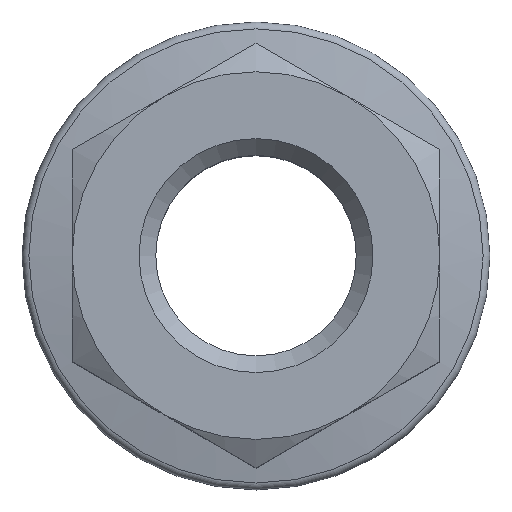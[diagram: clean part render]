
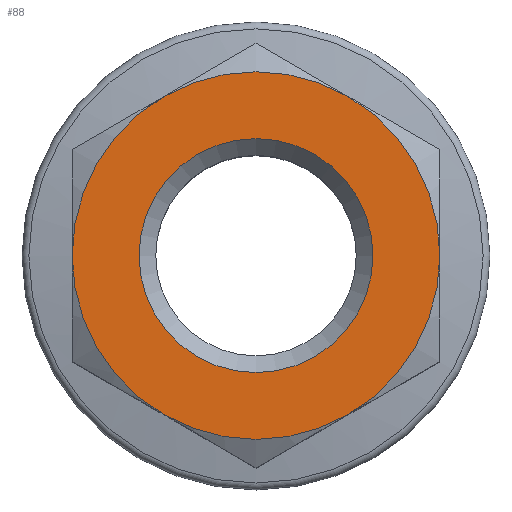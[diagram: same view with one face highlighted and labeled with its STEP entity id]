
A CAD part, top view. The second image highlights one B-rep face of the part: STEP entity #88.
In plain terms, the highlighted planar face has unit normal (0, 0, 1).
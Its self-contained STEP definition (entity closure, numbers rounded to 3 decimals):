
#88 = ADVANCED_FACE( '', ( #128, #129 ), #130, .F. );
#128 = FACE_BOUND( '', #179, .T. );
#129 = FACE_OUTER_BOUND( '', #180, .T. );
#130 = PLANE( '', #181 );
#179 = EDGE_LOOP( '', ( #287 ) );
#180 = EDGE_LOOP( '', ( #288, #289, #290, #291, #292, #293 ) );
#181 = AXIS2_PLACEMENT_3D( '', #294, #295, #296 );
#287 = ORIENTED_EDGE( '', *, *, #359, .T. );
#288 = ORIENTED_EDGE( '', *, *, #368, .F. );
#289 = ORIENTED_EDGE( '', *, *, #370, .F. );
#290 = ORIENTED_EDGE( '', *, *, #371, .F. );
#291 = ORIENTED_EDGE( '', *, *, #372, .F. );
#292 = ORIENTED_EDGE( '', *, *, #369, .F. );
#293 = ORIENTED_EDGE( '', *, *, #367, .F. );
#294 = CARTESIAN_POINT( '', ( 22., 0., 17. ) );
#295 = DIRECTION( '', ( 0., 0., -1. ) );
#296 = DIRECTION( '', ( -1., 0., 0. ) );
#359 = EDGE_CURVE( '', #415, #415, #416, .T. );
#367 = EDGE_CURVE( '', #381, #401, #429, .T. );
#368 = EDGE_CURVE( '', #421, #381, #430, .T. );
#369 = EDGE_CURVE( '', #401, #406, #431, .T. );
#370 = EDGE_CURVE( '', #426, #421, #432, .T. );
#371 = EDGE_CURVE( '', #433, #426, #434, .T. );
#372 = EDGE_CURVE( '', #406, #433, #435, .T. );
#381 = VERTEX_POINT( '', #450 );
#401 = VERTEX_POINT( '', #509 );
#406 = VERTEX_POINT( '', #527 );
#415 = VERTEX_POINT( '', #549 );
#416 = CIRCLE( '', #550, 7. );
#421 = VERTEX_POINT( '', #556 );
#426 = VERTEX_POINT( '', #574 );
#429 = CIRCLE( '', #589, 11. );
#430 = CIRCLE( '', #590, 11. );
#431 = CIRCLE( '', #591, 11. );
#432 = CIRCLE( '', #592, 11. );
#433 = VERTEX_POINT( '', #593 );
#434 = CIRCLE( '', #594, 11. );
#435 = CIRCLE( '', #595, 11. );
#450 = CARTESIAN_POINT( '', ( 5.5, 9.526, 17. ) );
#509 = CARTESIAN_POINT( '', ( 11., 0., 17. ) );
#527 = CARTESIAN_POINT( '', ( 5.5, -9.526, 17. ) );
#549 = CARTESIAN_POINT( '', ( -7., 0., 17. ) );
#550 = AXIS2_PLACEMENT_3D( '', #631, #632, #633 );
#556 = CARTESIAN_POINT( '', ( -5.5, 9.526, 17. ) );
#574 = CARTESIAN_POINT( '', ( -11., 0., 17. ) );
#589 = AXIS2_PLACEMENT_3D( '', #639, #640, #641 );
#590 = AXIS2_PLACEMENT_3D( '', #642, #643, #644 );
#591 = AXIS2_PLACEMENT_3D( '', #645, #646, #647 );
#592 = AXIS2_PLACEMENT_3D( '', #648, #649, #650 );
#593 = CARTESIAN_POINT( '', ( -5.5, -9.526, 17. ) );
#594 = AXIS2_PLACEMENT_3D( '', #651, #652, #653 );
#595 = AXIS2_PLACEMENT_3D( '', #654, #655, #656 );
#631 = CARTESIAN_POINT( '', ( 0., 0., 17. ) );
#632 = DIRECTION( '', ( 0., 0., -1. ) );
#633 = DIRECTION( '', ( -1., 0., 0. ) );
#639 = CARTESIAN_POINT( '', ( 0., 0., 17. ) );
#640 = DIRECTION( '', ( 0., 0., -1. ) );
#641 = DIRECTION( '', ( -1., 0., 0. ) );
#642 = CARTESIAN_POINT( '', ( 0., 0., 17. ) );
#643 = DIRECTION( '', ( 0., 0., -1. ) );
#644 = DIRECTION( '', ( -1., 0., 0. ) );
#645 = CARTESIAN_POINT( '', ( 0., 0., 17. ) );
#646 = DIRECTION( '', ( 0., 0., -1. ) );
#647 = DIRECTION( '', ( -1., 0., 0. ) );
#648 = CARTESIAN_POINT( '', ( 0., 0., 17. ) );
#649 = DIRECTION( '', ( 0., 0., -1. ) );
#650 = DIRECTION( '', ( -1., 0., 0. ) );
#651 = CARTESIAN_POINT( '', ( 0., 0., 17. ) );
#652 = DIRECTION( '', ( 0., 0., -1. ) );
#653 = DIRECTION( '', ( -1., 0., 0. ) );
#654 = CARTESIAN_POINT( '', ( 0., 0., 17. ) );
#655 = DIRECTION( '', ( 0., 0., -1. ) );
#656 = DIRECTION( '', ( -1., 0., 0. ) );
